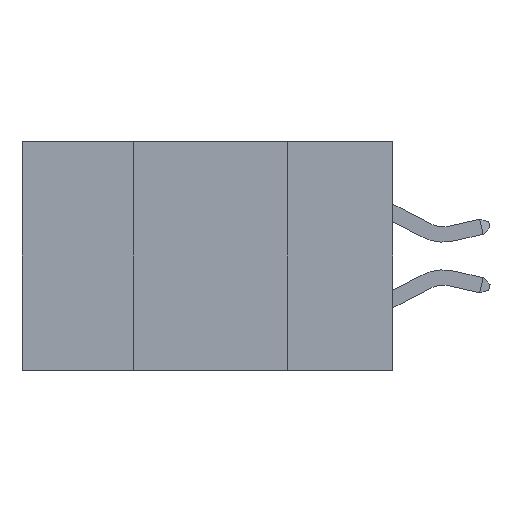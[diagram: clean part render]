
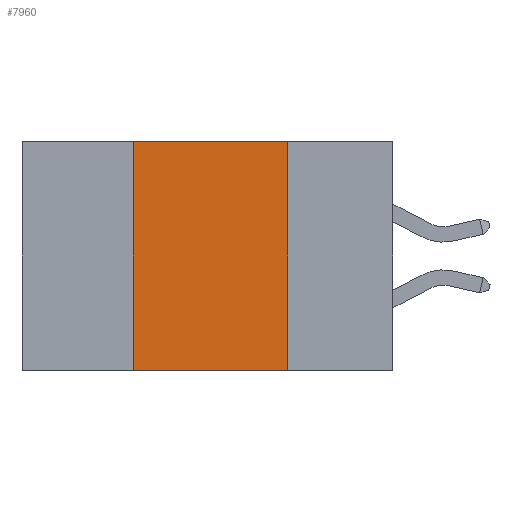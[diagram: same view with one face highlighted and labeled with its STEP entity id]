
A CAD part, left-side view. The second image highlights one B-rep face of the part: STEP entity #7960.
In plain terms, the highlighted planar face has unit normal (-1, 0, 0).
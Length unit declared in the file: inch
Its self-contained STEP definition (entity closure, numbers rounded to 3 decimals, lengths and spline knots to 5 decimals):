
#1018 = VERTEX_POINT ( 'NONE', #10150 ) ;
#1487 = EDGE_LOOP ( 'NONE', ( #18365, #2367, #4606, #8358 ) ) ;
#1666 = CARTESIAN_POINT ( 'NONE',  ( 0., 0.17, -0.37 ) ) ;
#1992 = VECTOR ( 'NONE', #18326, 39.37008 ) ;
#2110 = VECTOR ( 'NONE', #16667, 39.37008 ) ;
#2367 = ORIENTED_EDGE ( 'NONE', *, *, #14010, .F. ) ;
#4606 = ORIENTED_EDGE ( 'NONE', *, *, #16665, .F. ) ;
#4609 = CARTESIAN_POINT ( 'NONE',  ( 0., 0.42, -0.37 ) ) ;
#4914 = EDGE_CURVE ( 'NONE', #21488, #22507, #7745, .T. ) ;
#6583 = VECTOR ( 'NONE', #24738, 39.37008 ) ;
#6611 = CARTESIAN_POINT ( 'NONE',  ( 0., 0.6, 0. ) ) ;
#7635 = VERTEX_POINT ( 'NONE', #22626 ) ;
#7745 = LINE ( 'NONE', #24608, #1992 ) ;
#7960 = ADVANCED_FACE ( 'NONE', ( #23746 ), #19604, .F. ) ;
#8358 = ORIENTED_EDGE ( 'NONE', *, *, #4914, .T. ) ;
#9732 = CARTESIAN_POINT ( 'NONE',  ( 0., 0.42, 0. ) ) ;
#10150 = CARTESIAN_POINT ( 'NONE',  ( 0., 0.42, 0. ) ) ;
#10225 = LINE ( 'NONE', #9732, #2110 ) ;
#10264 = AXIS2_PLACEMENT_3D ( 'NONE', #6611, #21765, #23900 ) ;
#10918 = CARTESIAN_POINT ( 'NONE',  ( 0., 0.17, 0. ) ) ;
#11199 = DIRECTION ( 'NONE',  ( 0., 0., -1. ) ) ;
#12943 = VECTOR ( 'NONE', #11199, 39.37008 ) ;
#13358 = LINE ( 'NONE', #15924, #6583 ) ;
#14010 = EDGE_CURVE ( 'NONE', #1018, #7635, #13358, .T. ) ;
#15707 = EDGE_CURVE ( 'NONE', #7635, #22507, #15991, .T. ) ;
#15924 = CARTESIAN_POINT ( 'NONE',  ( 0., 0.6, 0. ) ) ;
#15991 = LINE ( 'NONE', #10918, #12943 ) ;
#16665 = EDGE_CURVE ( 'NONE', #21488, #1018, #10225, .T. ) ;
#16667 = DIRECTION ( 'NONE',  ( 0., 0., 1. ) ) ;
#18326 = DIRECTION ( 'NONE',  ( 0., -1., 0. ) ) ;
#18365 = ORIENTED_EDGE ( 'NONE', *, *, #15707, .F. ) ;
#19604 = PLANE ( 'NONE',  #10264 ) ;
#21488 = VERTEX_POINT ( 'NONE', #4609 ) ;
#21765 = DIRECTION ( 'NONE',  ( 1., 0., 0. ) ) ;
#22507 = VERTEX_POINT ( 'NONE', #1666 ) ;
#22626 = CARTESIAN_POINT ( 'NONE',  ( 0., 0.17, 0. ) ) ;
#23746 = FACE_OUTER_BOUND ( 'NONE', #1487, .T. ) ;
#23900 = DIRECTION ( 'NONE',  ( 0., 0., -1. ) ) ;
#24608 = CARTESIAN_POINT ( 'NONE',  ( 0., 0.6, -0.37 ) ) ;
#24738 = DIRECTION ( 'NONE',  ( 0., -1., 0. ) ) ;
